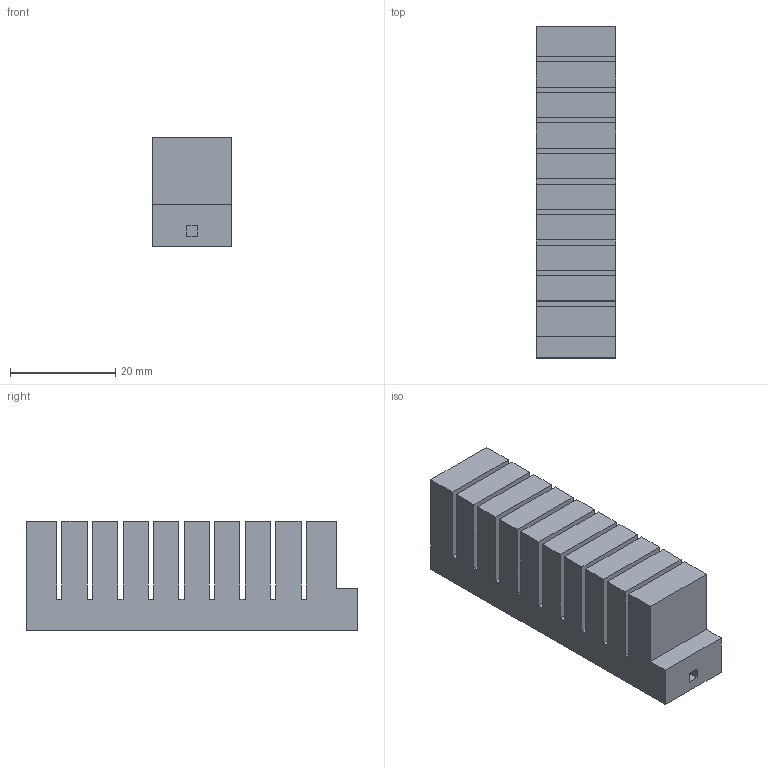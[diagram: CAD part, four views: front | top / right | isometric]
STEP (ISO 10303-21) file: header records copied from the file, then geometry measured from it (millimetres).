
FILE_DESCRIPTION(/* description */ ('STEP AP242','CAx-IF Rec.Pracs.---Representation and Presentation of Product Manufacturing Information (PMI)---4.0---2014-10-13','CAx-IF Rec.Pracs.---3D Tessellated Geometry---0.4---2014-09-14','2;1'),/* implementation_level */ '2;1');
FILE_NAME(/* name */ '67b5b11da1326608475133d3',/* time_stamp */ '2025-02-19T10:23:26Z',/* author */ (''),/* organization */ (''),/* preprocessor_version */ 'ST-DEVELOPER v20',/* originating_system */ 'ONSHAPE BY PTC INC, 1.193',/* authorisation */ ' ');
FILE_SCHEMA (('AP242_MANAGED_MODEL_BASED_3D_ENGINEERING_MIM_LF { 1 0 10303 442 1 1 4 }'));
Length unit declared in the file: millimetre
Products named in the file (1): Pneumatic_Finger_2.0_short
Bounding box: 15 x 63 x 20.8 mm (x, y, z)
Volume: 10332.6 mm3; surface area: 14580.8 mm2
Topology: 1 solids, 1 shells, 91 faces, 264 edges, 176 vertices
Faces by surface type: plane 91
Entity records: 2960 total; most frequent: CARTESIAN_POINT 532, ORIENTED_EDGE 528, DIRECTION 448, EDGE_CURVE 264, LINE 264, VECTOR 264, VERTEX_POINT 176, EDGE_LOOP 92
